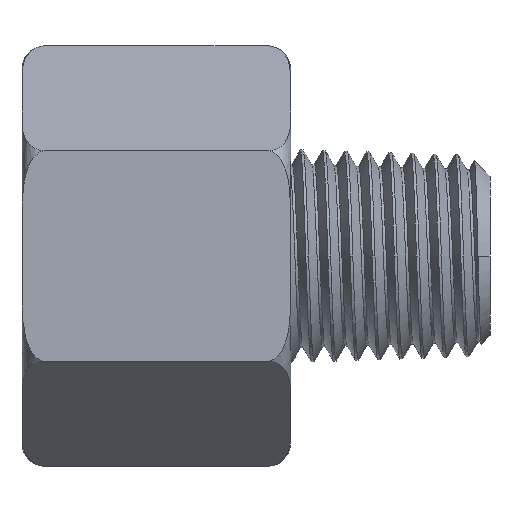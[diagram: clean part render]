
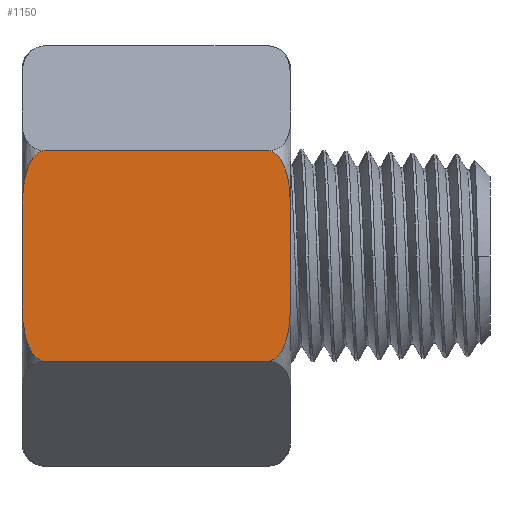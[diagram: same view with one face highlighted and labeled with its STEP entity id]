
A CAD part, front view. The second image highlights one B-rep face of the part: STEP entity #1150.
In plain terms, the highlighted face is planar.
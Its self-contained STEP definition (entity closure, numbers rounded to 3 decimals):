
#47=PLANE('',#1222);
#65=FACE_OUTER_BOUND('',#127,.T.);
#127=EDGE_LOOP('',(#818,#819,#820,#821,#822,#823,#824,#825));
#250=B_SPLINE_CURVE_WITH_KNOTS('',3,(#3965,#3966,#3967,#3968,#3969,#3970,
#3971,#3972,#3973,#3974,#3975,#3976,#3977,#3978,#3979,#3980,#3981,#3982,
#3983,#3984),.UNSPECIFIED.,.F.,.F.,(4,2,2,2,2,2,2,2,2,4),(16.256,
17.465,18.673,19.164,19.654,19.949,
20.243,20.35,20.457,20.503),
 .UNSPECIFIED.);
#251=B_SPLINE_CURVE_WITH_KNOTS('',3,(#3987,#3988,#3989,#3990,#3991,#3992,
#3993,#3994,#3995,#3996,#3997,#3998,#3999,#4000,#4001,#4002,#4003,#4004,
#4005,#4006),.UNSPECIFIED.,.F.,.F.,(4,2,2,2,2,2,2,2,2,4),(7.031,
7.077,7.184,7.29,7.585,7.879,
8.37,8.86,10.069,11.277),
 .UNSPECIFIED.);
#252=B_SPLINE_CURVE_WITH_KNOTS('',3,(#4008,#4009,#4010,#4011,#4012,#4013,
#4014,#4015,#4016,#4017,#4018,#4019,#4020,#4021,#4022,#4023,#4024,#4025,
#4026,#4027,#4028,#4029),.UNSPECIFIED.,.F.,.F.,(4,2,2,2,2,2,2,2,2,2,4),
(16.256,17.465,18.673,19.164,19.654,
19.949,20.243,20.35,20.457,20.553,
20.564),.UNSPECIFIED.);
#253=B_SPLINE_CURVE_WITH_KNOTS('',3,(#4033,#4034,#4035,#4036,#4037,#4038,
#4039,#4040,#4041,#4042,#4043,#4044,#4045,#4046,#4047,#4048,#4049,#4050,
#4051,#4052,#4053,#4054),.UNSPECIFIED.,.F.,.F.,(4,2,2,2,2,2,2,2,2,2,4),
(6.969,6.98,7.077,7.184,7.29,
7.585,7.879,8.37,8.86,10.069,
11.277),.UNSPECIFIED.);
#330=LINE('',#3645,#379);
#338=LINE('',#3986,#387);
#339=LINE('',#4031,#388);
#340=LINE('',#4055,#389);
#379=VECTOR('',#1331,1.);
#387=VECTOR('',#1351,1.);
#388=VECTOR('',#1352,1.);
#389=VECTOR('',#1353,1.);
#457=VERTEX_POINT('',#3642);
#458=VERTEX_POINT('',#3644);
#477=VERTEX_POINT('',#3963);
#478=VERTEX_POINT('',#3964);
#479=VERTEX_POINT('',#3985);
#480=VERTEX_POINT('',#4007);
#481=VERTEX_POINT('',#4030);
#482=VERTEX_POINT('',#4032);
#594=EDGE_CURVE('',#458,#457,#330,.T.);
#619=EDGE_CURVE('',#477,#478,#250,.T.);
#620=EDGE_CURVE('',#479,#478,#338,.T.);
#621=EDGE_CURVE('',#479,#458,#251,.T.);
#622=EDGE_CURVE('',#457,#480,#252,.T.);
#623=EDGE_CURVE('',#480,#481,#339,.T.);
#624=EDGE_CURVE('',#481,#482,#253,.T.);
#625=EDGE_CURVE('',#482,#477,#340,.T.);
#818=ORIENTED_EDGE('',*,*,#619,.T.);
#819=ORIENTED_EDGE('',*,*,#620,.F.);
#820=ORIENTED_EDGE('',*,*,#621,.T.);
#821=ORIENTED_EDGE('',*,*,#594,.T.);
#822=ORIENTED_EDGE('',*,*,#622,.T.);
#823=ORIENTED_EDGE('',*,*,#623,.T.);
#824=ORIENTED_EDGE('',*,*,#624,.T.);
#825=ORIENTED_EDGE('',*,*,#625,.T.);
#1150=ADVANCED_FACE('',(#65),#47,.T.);
#1222=AXIS2_PLACEMENT_3D('',#3962,#1349,#1350);
#1331=DIRECTION('',(0.,1.,0.));
#1349=DIRECTION('center_axis',(-1.,0.,0.));
#1350=DIRECTION('ref_axis',(0.,1.,0.));
#1351=DIRECTION('',(0.,0.,-1.));
#1352=DIRECTION('',(0.,0.,-1.));
#1353=DIRECTION('',(0.,-1.,0.));
#3642=CARTESIAN_POINT('',(-11.6,2.65,17.123));
#3644=CARTESIAN_POINT('',(-11.6,-2.661,17.123));
#3645=CARTESIAN_POINT('',(-11.6,-3.351,17.123));
#3962=CARTESIAN_POINT('Origin',(-11.6,-6.697,17.123));
#3963=CARTESIAN_POINT('',(-11.6,-2.661,0.));
#3964=CARTESIAN_POINT('',(-11.6,-6.697,1.343));
#3965=CARTESIAN_POINT('Ctrl Pts',(-11.6,-2.661,0.));
#3966=CARTESIAN_POINT('Ctrl Pts',(-11.6,-3.064,0.));
#3967=CARTESIAN_POINT('Ctrl Pts',(-11.6,-3.507,0.008));
#3968=CARTESIAN_POINT('Ctrl Pts',(-11.6,-4.386,0.076));
#3969=CARTESIAN_POINT('Ctrl Pts',(-11.6,-4.822,0.137));
#3970=CARTESIAN_POINT('Ctrl Pts',(-11.6,-5.37,0.282));
#3971=CARTESIAN_POINT('Ctrl Pts',(-11.6,-5.541,0.337));
#3972=CARTESIAN_POINT('Ctrl Pts',(-11.6,-5.871,0.473));
#3973=CARTESIAN_POINT('Ctrl Pts',(-11.6,-6.03,0.555));
#3974=CARTESIAN_POINT('Ctrl Pts',(-11.6,-6.246,0.702));
#3975=CARTESIAN_POINT('Ctrl Pts',(-11.6,-6.331,0.769));
#3976=CARTESIAN_POINT('Ctrl Pts',(-11.6,-6.482,0.919));
#3977=CARTESIAN_POINT('Ctrl Pts',(-11.6,-6.549,1.003));
#3978=CARTESIAN_POINT('Ctrl Pts',(-11.6,-6.615,1.119));
#3979=CARTESIAN_POINT('Ctrl Pts',(-11.6,-6.633,1.154));
#3980=CARTESIAN_POINT('Ctrl Pts',(-11.6,-6.664,1.225));
#3981=CARTESIAN_POINT('Ctrl Pts',(-11.6,-6.677,1.262));
#3982=CARTESIAN_POINT('Ctrl Pts',(-11.6,-6.69,1.312));
#3983=CARTESIAN_POINT('Ctrl Pts',(-11.6,-6.694,1.327));
#3984=CARTESIAN_POINT('Ctrl Pts',(-11.6,-6.697,1.343));
#3985=CARTESIAN_POINT('',(-11.6,-6.697,15.78));
#3986=CARTESIAN_POINT('',(-11.6,-6.697,17.123));
#3987=CARTESIAN_POINT('Ctrl Pts',(-11.6,-6.697,15.78));
#3988=CARTESIAN_POINT('Ctrl Pts',(-11.6,-6.694,15.796));
#3989=CARTESIAN_POINT('Ctrl Pts',(-11.6,-6.69,15.812));
#3990=CARTESIAN_POINT('Ctrl Pts',(-11.6,-6.677,15.861));
#3991=CARTESIAN_POINT('Ctrl Pts',(-11.6,-6.664,15.898));
#3992=CARTESIAN_POINT('Ctrl Pts',(-11.6,-6.633,15.97));
#3993=CARTESIAN_POINT('Ctrl Pts',(-11.6,-6.615,16.004));
#3994=CARTESIAN_POINT('Ctrl Pts',(-11.6,-6.549,16.12));
#3995=CARTESIAN_POINT('Ctrl Pts',(-11.6,-6.482,16.204));
#3996=CARTESIAN_POINT('Ctrl Pts',(-11.6,-6.331,16.354));
#3997=CARTESIAN_POINT('Ctrl Pts',(-11.6,-6.246,16.421));
#3998=CARTESIAN_POINT('Ctrl Pts',(-11.6,-6.03,16.568));
#3999=CARTESIAN_POINT('Ctrl Pts',(-11.6,-5.871,16.65));
#4000=CARTESIAN_POINT('Ctrl Pts',(-11.6,-5.541,16.786));
#4001=CARTESIAN_POINT('Ctrl Pts',(-11.6,-5.37,16.841));
#4002=CARTESIAN_POINT('Ctrl Pts',(-11.6,-4.822,16.986));
#4003=CARTESIAN_POINT('Ctrl Pts',(-11.6,-4.386,17.047));
#4004=CARTESIAN_POINT('Ctrl Pts',(-11.6,-3.507,17.116));
#4005=CARTESIAN_POINT('Ctrl Pts',(-11.6,-3.064,17.123));
#4006=CARTESIAN_POINT('Ctrl Pts',(-11.6,-2.661,17.123));
#4007=CARTESIAN_POINT('',(-11.6,6.697,15.714));
#4008=CARTESIAN_POINT('Ctrl Pts',(-11.6,2.65,17.123));
#4009=CARTESIAN_POINT('Ctrl Pts',(-11.6,3.053,17.123));
#4010=CARTESIAN_POINT('Ctrl Pts',(-11.6,3.496,17.116));
#4011=CARTESIAN_POINT('Ctrl Pts',(-11.6,4.375,17.047));
#4012=CARTESIAN_POINT('Ctrl Pts',(-11.6,4.811,16.986));
#4013=CARTESIAN_POINT('Ctrl Pts',(-11.6,5.359,16.841));
#4014=CARTESIAN_POINT('Ctrl Pts',(-11.6,5.53,16.786));
#4015=CARTESIAN_POINT('Ctrl Pts',(-11.6,5.86,16.65));
#4016=CARTESIAN_POINT('Ctrl Pts',(-11.6,6.019,16.568));
#4017=CARTESIAN_POINT('Ctrl Pts',(-11.6,6.235,16.421));
#4018=CARTESIAN_POINT('Ctrl Pts',(-11.6,6.32,16.354));
#4019=CARTESIAN_POINT('Ctrl Pts',(-11.6,6.471,16.204));
#4020=CARTESIAN_POINT('Ctrl Pts',(-11.6,6.538,16.12));
#4021=CARTESIAN_POINT('Ctrl Pts',(-11.6,6.605,16.004));
#4022=CARTESIAN_POINT('Ctrl Pts',(-11.6,6.622,15.97));
#4023=CARTESIAN_POINT('Ctrl Pts',(-11.6,6.653,15.898));
#4024=CARTESIAN_POINT('Ctrl Pts',(-11.6,6.666,15.861));
#4025=CARTESIAN_POINT('Ctrl Pts',(-11.6,6.684,15.795));
#4026=CARTESIAN_POINT('Ctrl Pts',(-11.6,6.691,15.761));
#4027=CARTESIAN_POINT('Ctrl Pts',(-11.6,6.696,15.722));
#4028=CARTESIAN_POINT('Ctrl Pts',(-11.6,6.697,15.718));
#4029=CARTESIAN_POINT('Ctrl Pts',(-11.6,6.697,15.714));
#4030=CARTESIAN_POINT('',(-11.6,6.697,1.409));
#4031=CARTESIAN_POINT('',(-11.6,6.697,17.123));
#4032=CARTESIAN_POINT('',(-11.6,2.65,0.));
#4033=CARTESIAN_POINT('Ctrl Pts',(-11.6,6.697,1.409));
#4034=CARTESIAN_POINT('Ctrl Pts',(-11.6,6.697,1.405));
#4035=CARTESIAN_POINT('Ctrl Pts',(-11.6,6.696,1.401));
#4036=CARTESIAN_POINT('Ctrl Pts',(-11.6,6.691,1.362));
#4037=CARTESIAN_POINT('Ctrl Pts',(-11.6,6.684,1.328));
#4038=CARTESIAN_POINT('Ctrl Pts',(-11.6,6.666,1.262));
#4039=CARTESIAN_POINT('Ctrl Pts',(-11.6,6.653,1.225));
#4040=CARTESIAN_POINT('Ctrl Pts',(-11.6,6.622,1.154));
#4041=CARTESIAN_POINT('Ctrl Pts',(-11.6,6.605,1.119));
#4042=CARTESIAN_POINT('Ctrl Pts',(-11.6,6.538,1.003));
#4043=CARTESIAN_POINT('Ctrl Pts',(-11.6,6.471,0.919));
#4044=CARTESIAN_POINT('Ctrl Pts',(-11.6,6.32,0.769));
#4045=CARTESIAN_POINT('Ctrl Pts',(-11.6,6.235,0.702));
#4046=CARTESIAN_POINT('Ctrl Pts',(-11.6,6.019,0.555));
#4047=CARTESIAN_POINT('Ctrl Pts',(-11.6,5.86,0.473));
#4048=CARTESIAN_POINT('Ctrl Pts',(-11.6,5.53,0.337));
#4049=CARTESIAN_POINT('Ctrl Pts',(-11.6,5.359,0.282));
#4050=CARTESIAN_POINT('Ctrl Pts',(-11.6,4.811,0.137));
#4051=CARTESIAN_POINT('Ctrl Pts',(-11.6,4.375,0.076));
#4052=CARTESIAN_POINT('Ctrl Pts',(-11.6,3.496,0.008));
#4053=CARTESIAN_POINT('Ctrl Pts',(-11.6,3.053,0.));
#4054=CARTESIAN_POINT('Ctrl Pts',(-11.6,2.65,0.));
#4055=CARTESIAN_POINT('',(-11.6,-3.351,0.));
